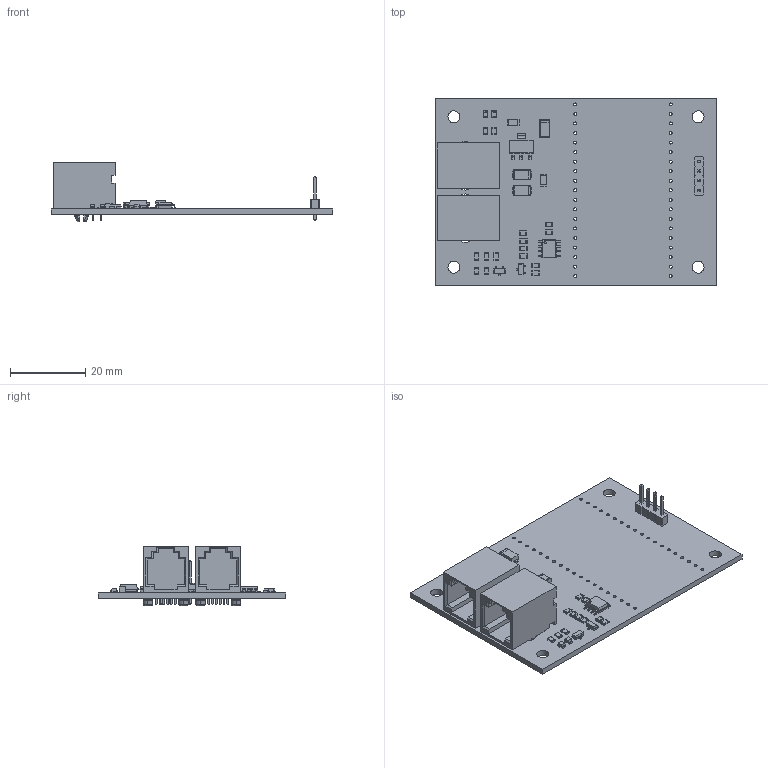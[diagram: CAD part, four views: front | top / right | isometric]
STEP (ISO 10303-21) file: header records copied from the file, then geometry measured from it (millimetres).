
FILE_DESCRIPTION(('KiCad electronic assembly'),'2;1');
FILE_NAME('LocoBuffer-3D.step','2023-07-13T10:58:12',('Pcbnew'),('Kicad' ),'Open CASCADE STEP processor 7.5','KiCad to STEP converter', 'Unknown');
FILE_SCHEMA(('AUTOMOTIVE_DESIGN { 1 0 10303 214 1 1 1 1 }'));
Length unit declared in the file: millimetre
Products named in the file (20): LocoBuffer-3D 1; LED_0805_2012Metric; SOLID; RJE0166001--3DModel-STEP-56544; COMPOUND; R_0805_2012Metric; SOIC-8_3.9x4.9mm_P1.27mm; SOT-23; C_1206_3216Metric; D_SMA; SOT-223; PinHeader_1x04_P2.54mm_Vertical; tmpoubb992t PCB
Assembly tree (39 placements, depth 3):
  LocoBuffer-3D 1
    LED_0805_2012Metric  x4
      SOLID
    RJE0166001--3DModel-STEP-56544  x2
      COMPOUND
    R_0805_2012Metric  x13
      SOLID
    SOIC-8_3.9x4.9mm_P1.27mm
      SOLID
    SOT-23  x2
      SOLID
    C_1206_3216Metric  x2
      SOLID
    D_SMA  x3
      SOLID
    SOT-223
      SOLID
    PinHeader_1x04_P2.54mm_Vertical
      SOLID
    tmpoubb992t PCB
Bounding box: 75 x 50 x 15.95 mm (x, y, z)
Volume: 9137.3 mm3; surface area: 12214.7 mm2
Topology: 42 solids, 42 shells, 1607 faces, 4143 edges, 2646 vertices
Faces by surface type: plane 1092, cylinder 335, bspline 132, cone 24, torus 24
Full cylindrical faces by diameter (mm): 0.6 x1, 0.8 x38, 0.89 x12, 1 x4, 3.2 x4, 3.45 x4
Entity records: 56309 total; most frequent: CARTESIAN_POINT 11544, DIRECTION 7334, LINE 5005, VECTOR 5005, ORIENTED_EDGE 4062, PCURVE 4062, DEFINITIONAL_REPRESENTATION 4062, EDGE_CURVE 2031
